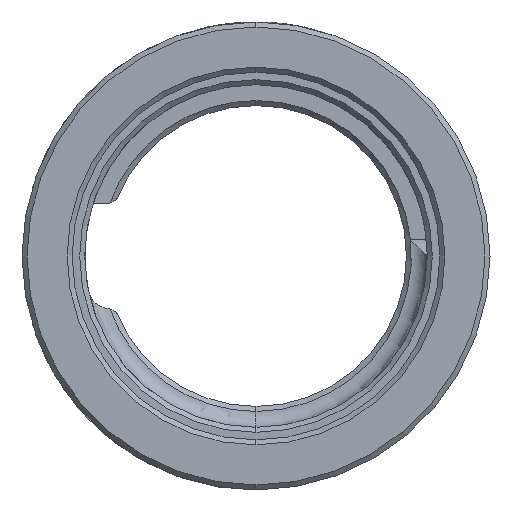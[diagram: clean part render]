
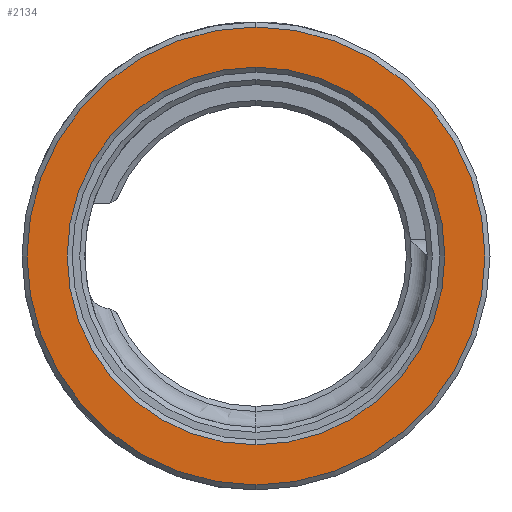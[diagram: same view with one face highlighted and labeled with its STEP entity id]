
A CAD part, left-side view. The second image highlights one B-rep face of the part: STEP entity #2134.
In plain terms, the highlighted planar face has unit normal (-1, 0, 0).
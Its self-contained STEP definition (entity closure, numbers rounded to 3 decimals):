
#32=CARTESIAN_POINT('',(-50.,-0.,13.7));
#33=VERTEX_POINT('',#32);
#34=CARTESIAN_POINT('',(-50.,0.,-13.7));
#35=VERTEX_POINT('',#34);
#36=CARTESIAN_POINT('',(-50.,0.,-0.));
#37=DIRECTION('',(-1.,-0.,-0.));
#38=DIRECTION('',(0.,0.,-1.));
#39=AXIS2_PLACEMENT_3D('',#36,#37,#38);
#40=CIRCLE('',#39,13.7);
#41=EDGE_CURVE('',#33,#35,#40,.T.);
#85=CARTESIAN_POINT('',(-50.,-0.,-11.3));
#86=VERTEX_POINT('',#85);
#93=CARTESIAN_POINT('',(-50.,0.,11.3));
#94=VERTEX_POINT('',#93);
#95=CARTESIAN_POINT('',(-50.,0.,-0.));
#96=DIRECTION('',(1.,0.,0.));
#97=DIRECTION('',(0.,0.,-1.));
#98=AXIS2_PLACEMENT_3D('',#95,#96,#97);
#99=CIRCLE('',#98,11.3);
#100=EDGE_CURVE('',#94,#86,#99,.T.);
#2109=CARTESIAN_POINT('',(-50.,14.,-0.));
#2110=DIRECTION('',(1.,0.,-0.));
#2111=DIRECTION('',(-0.,0.,-1.));
#2112=AXIS2_PLACEMENT_3D('',#2109,#2110,#2111);
#2113=PLANE('',#2112);
#2114=ORIENTED_EDGE('',*,*,#100,.T.);
#2115=CARTESIAN_POINT('',(-50.,0.,-0.));
#2116=DIRECTION('',(1.,0.,0.));
#2117=DIRECTION('',(0.,0.,-1.));
#2118=AXIS2_PLACEMENT_3D('',#2115,#2116,#2117);
#2119=CIRCLE('',#2118,11.3);
#2120=EDGE_CURVE('',#86,#94,#2119,.T.);
#2121=ORIENTED_EDGE('',*,*,#2120,.T.);
#2122=EDGE_LOOP('',(#2114,#2121));
#2123=FACE_BOUND('',#2122,.T.);
#2124=CARTESIAN_POINT('',(-50.,0.,-0.));
#2125=DIRECTION('',(-1.,-0.,-0.));
#2126=DIRECTION('',(0.,0.,-1.));
#2127=AXIS2_PLACEMENT_3D('',#2124,#2125,#2126);
#2128=CIRCLE('',#2127,13.7);
#2129=EDGE_CURVE('',#35,#33,#2128,.T.);
#2130=ORIENTED_EDGE('',*,*,#2129,.T.);
#2131=ORIENTED_EDGE('',*,*,#41,.T.);
#2132=EDGE_LOOP('',(#2130,#2131));
#2133=FACE_BOUND('',#2132,.T.);
#2134=ADVANCED_FACE('NONE',(#2123,#2133),#2113,.F.);
